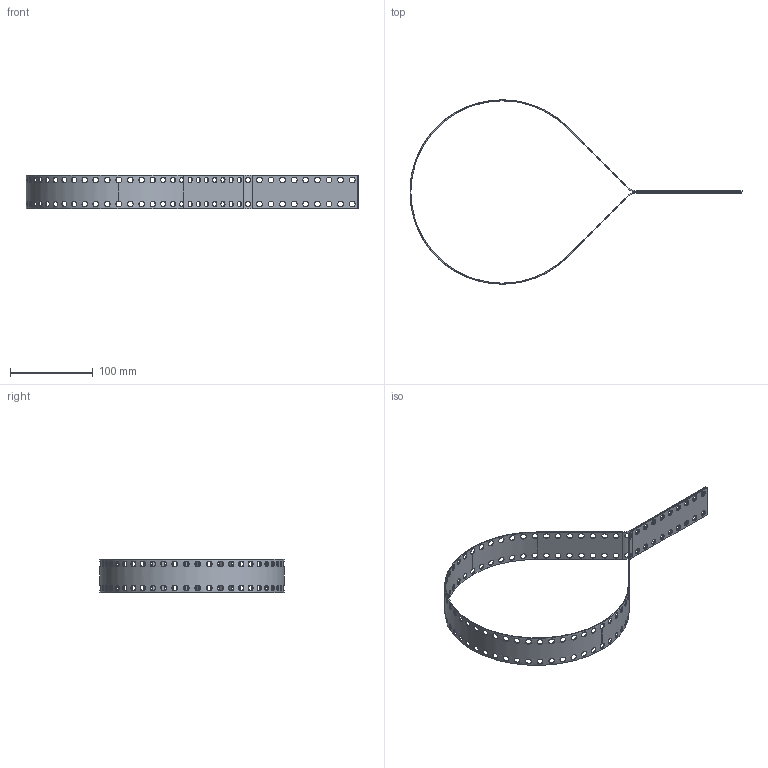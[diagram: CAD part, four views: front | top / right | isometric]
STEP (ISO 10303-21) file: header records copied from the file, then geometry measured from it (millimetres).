
FILE_DESCRIPTION(/* description */ (''),/* implementation_level */ '2;1');
FILE_NAME(/* name */ '',/* time_stamp */ '2023-05-18T15:13:27+03:00',/* author */ ('Ртищев А.О.'),/* organization */ (''),/* preprocessor_version */ 'ST-DEVELOPER v19.2',/* originating_system */ 'Autodesk Inventor 2023',/* authorisation */ '');
FILE_SCHEMA (('AUTOMOTIVE_DESIGN { 1 0 10303 214 3 1 1 }'));
Products named in the file (1): Полоса для 
трубы-05
Bounding box: 400.51 x 222 x 40 mm (x, y, z)
Volume: 34701.6 mm3; surface area: 74685.2 mm2
Topology: 1 solids, 1 shells, 214 faces, 604 edges, 376 vertices
Faces by surface type: cylinder 86, bspline 84, plane 44
Full cylindrical faces by diameter (mm): 7 x64
Entity records: 46929 total; most frequent: CARTESIAN_POINT 41039, ORIENTED_EDGE 1208, DIRECTION 870, EDGE_CURVE 604, EDGE_LOOP 486, VERTEX_POINT 376, AXIS2_PLACEMENT_3D 303, FACE_BOUND 272
